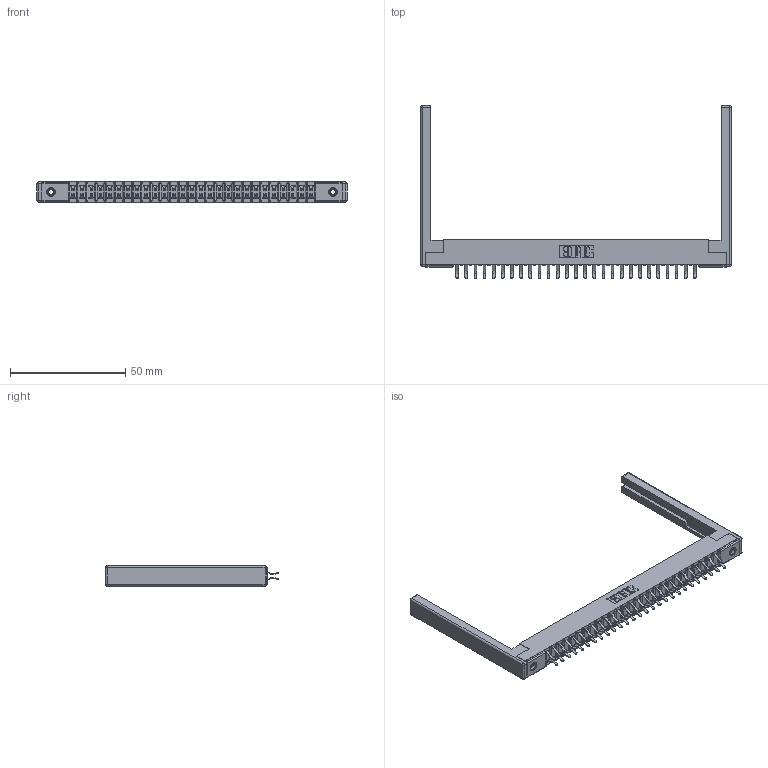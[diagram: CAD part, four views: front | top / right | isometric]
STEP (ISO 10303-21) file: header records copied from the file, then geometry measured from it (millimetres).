
FILE_DESCRIPTION (( 'STEP AP203' ), '1' );
FILE_NAME ('307-054-456-268.STEP', '2020-09-30T09:22:42', ( '' ), ( '' ), 'SwSTEP 2.0', 'SolidWorks 2020', '' );
FILE_SCHEMA (( 'CONFIG_CONTROL_DESIGN' ));
Length unit declared in the file: inch
Products named in the file (5): 345-250-001_345-250-001-102; 307-290-001_556; 307-220-068; 307 Part_.156 Dia Mounting Holes; 307-054-456-268
Assembly tree (59 placements, depth 2):
  307-054-456-268
    307 Part_.156 Dia Mounting Holes
    307-290-001_556  x54
    307-220-068  x2
    345-250-001_345-250-001-102  x2
Bounding box: 134.42 x 74.93 x 8.71 mm (x, y, z)
Volume: 13343.4 mm3; surface area: 19761.7 mm2
Topology: 59 solids, 59 shells, 3000 faces, 8381 edges, 5418 vertices
Faces by surface type: plane 1940, cylinder 980, sphere 64, cone 12, torus 4
Entity records: 28723 total; most frequent: CARTESIAN_POINT 4680, ORIENTED_EDGE 4628, DIRECTION 4606, EDGE_CURVE 2314, VECTOR 1766, LINE 1766, VERTEX_POINT 1494, AXIS2_PLACEMENT_3D 1420
